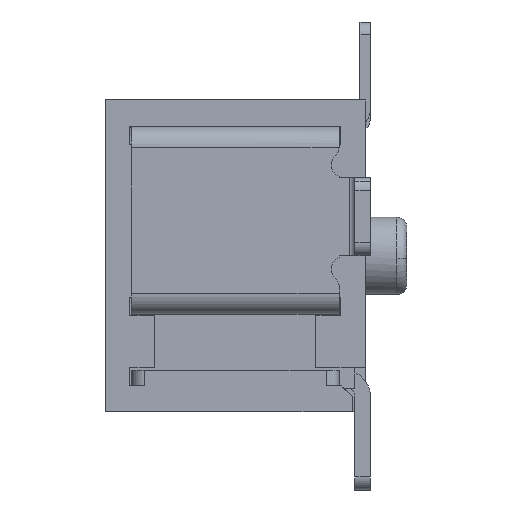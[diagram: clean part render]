
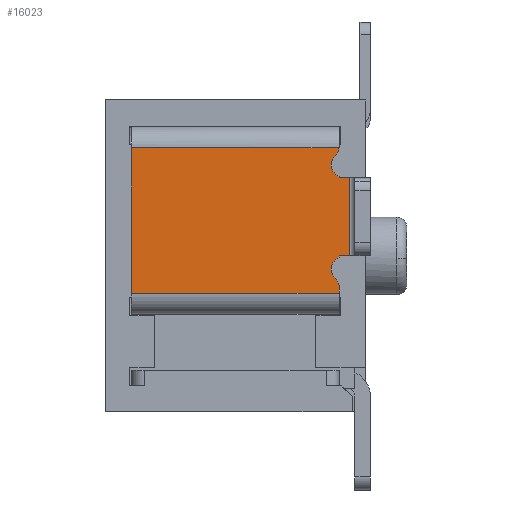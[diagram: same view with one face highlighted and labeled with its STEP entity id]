
A CAD part, left-side view. The second image highlights one B-rep face of the part: STEP entity #16023.
In plain terms, the highlighted planar face has unit normal (-1, 0, 0).
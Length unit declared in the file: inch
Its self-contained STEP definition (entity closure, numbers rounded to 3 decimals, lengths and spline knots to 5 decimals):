
#124 = LINE ( 'NONE', #6961, #19002 ) ;
#205 = DIRECTION ( 'NONE',  ( 0., 1., 0. ) ) ;
#548 = LINE ( 'NONE', #2138, #15315 ) ;
#1204 = ORIENTED_EDGE ( 'NONE', *, *, #17483, .F. ) ;
#1335 = LINE ( 'NONE', #17285, #12589 ) ;
#1343 = VERTEX_POINT ( 'NONE', #2793 ) ;
#1486 = DIRECTION ( 'NONE',  ( 0., -1., 0. ) ) ;
#1897 = EDGE_CURVE ( 'NONE', #10044, #5399, #18480, .T. ) ;
#1907 = DIRECTION ( 'NONE',  ( 0., 0., 1. ) ) ;
#1909 = DIRECTION ( 'NONE',  ( -1., 0., 0. ) ) ;
#1919 = EDGE_LOOP ( 'NONE', ( #19217, #13205, #2897, #15127, #10926, #10358, #13661, #1204, #2061, #13640, #9720, #10258, #8372, #5844, #6788 ) ) ;
#2061 = ORIENTED_EDGE ( 'NONE', *, *, #4522, .T. ) ;
#2138 = CARTESIAN_POINT ( 'NONE',  ( -1.68701, 0.05124, -23.38858 ) ) ;
#2283 = VERTEX_POINT ( 'NONE', #11828 ) ;
#2299 = VECTOR ( 'NONE', #5420, 39.37008 ) ;
#2567 = AXIS2_PLACEMENT_3D ( 'NONE', #9799, #3159, #22070 ) ;
#2793 = CARTESIAN_POINT ( 'NONE',  ( -1.68701, 0.20866, -23.38858 ) ) ;
#2897 = ORIENTED_EDGE ( 'NONE', *, *, #1897, .T. ) ;
#3159 = DIRECTION ( 'NONE',  ( -1., 0., 0. ) ) ;
#3255 = VERTEX_POINT ( 'NONE', #6181 ) ;
#3517 = EDGE_CURVE ( 'NONE', #17831, #20800, #19756, .T. ) ;
#3557 = CIRCLE ( 'NONE', #16954, 0.00984 ) ;
#3853 = DIRECTION ( 'NONE',  ( 0., 0., 1. ) ) ;
#3857 = VECTOR ( 'NONE', #1907, 39.37008 ) ;
#4522 = EDGE_CURVE ( 'NONE', #4996, #1343, #548, .T. ) ;
#4539 = CARTESIAN_POINT ( 'NONE',  ( -1.68701, 0.05709, -23.40157 ) ) ;
#4752 = EDGE_CURVE ( 'NONE', #13073, #20836, #17172, .T. ) ;
#4865 = CARTESIAN_POINT ( 'NONE',  ( -1.68701, 0.04331, -23.47047 ) ) ;
#4996 = VERTEX_POINT ( 'NONE', #7855 ) ;
#5081 = CARTESIAN_POINT ( 'NONE',  ( -1.68701, 0.05118, -23.49882 ) ) ;
#5087 = DIRECTION ( 'NONE',  ( 0., 1., 0. ) ) ;
#5221 = LINE ( 'NONE', #17434, #3857 ) ;
#5320 = FACE_OUTER_BOUND ( 'NONE', #1919, .T. ) ;
#5399 = VERTEX_POINT ( 'NONE', #10056 ) ;
#5420 = DIRECTION ( 'NONE',  ( 0., 0., 1. ) ) ;
#5601 = EDGE_CURVE ( 'NONE', #20800, #3255, #7101, .T. ) ;
#5678 = CARTESIAN_POINT ( 'NONE',  ( -1.68701, 0.06102, -23.38751 ) ) ;
#5844 = ORIENTED_EDGE ( 'NONE', *, *, #8079, .F. ) ;
#5868 = CIRCLE ( 'NONE', #2567, 0.00984 ) ;
#6181 = CARTESIAN_POINT ( 'NONE',  ( -1.68701, 0.05709, -23.48031 ) ) ;
#6788 = ORIENTED_EDGE ( 'NONE', *, *, #5601, .F. ) ;
#6803 = DIRECTION ( 'NONE',  ( -1., 0., 0. ) ) ;
#6961 = CARTESIAN_POINT ( 'NONE',  ( -1.68701, 0.20866, -23.49882 ) ) ;
#7101 = CIRCLE ( 'NONE', #7830, 0.00984 ) ;
#7266 = CARTESIAN_POINT ( 'NONE',  ( -1.68701, 0.04724, -23.48031 ) ) ;
#7777 = CARTESIAN_POINT ( 'NONE',  ( -1.68701, 0.04724, -23.48031 ) ) ;
#7818 = CIRCLE ( 'NONE', #9254, 0.00984 ) ;
#7830 = AXIS2_PLACEMENT_3D ( 'NONE', #7777, #13392, #18379 ) ;
#7855 = CARTESIAN_POINT ( 'NONE',  ( -1.68701, 0.05124, -23.38858 ) ) ;
#8002 = LINE ( 'NONE', #9705, #9301 ) ;
#8079 = EDGE_CURVE ( 'NONE', #3255, #18954, #12718, .T. ) ;
#8160 = CARTESIAN_POINT ( 'NONE',  ( -1.68701, 0.05118, -23.47047 ) ) ;
#8372 = ORIENTED_EDGE ( 'NONE', *, *, #13991, .F. ) ;
#8434 = CARTESIAN_POINT ( 'NONE',  ( -1.68701, 0.05118, -23.41059 ) ) ;
#8574 = EDGE_CURVE ( 'NONE', #19371, #13073, #124, .T. ) ;
#9080 = DIRECTION ( 'NONE',  ( -1., 0., 0. ) ) ;
#9254 = AXIS2_PLACEMENT_3D ( 'NONE', #18890, #1909, #205 ) ;
#9301 = VECTOR ( 'NONE', #11154, 39.37008 ) ;
#9521 = DIRECTION ( 'NONE',  ( 0., 0., -1. ) ) ;
#9705 = CARTESIAN_POINT ( 'NONE',  ( -1.68701, 0.05118, -23.41059 ) ) ;
#9713 = EDGE_CURVE ( 'NONE', #19422, #2283, #8002, .T. ) ;
#9720 = ORIENTED_EDGE ( 'NONE', *, *, #8574, .T. ) ;
#9799 = CARTESIAN_POINT ( 'NONE',  ( -1.68701, 0.04724, -23.40157 ) ) ;
#9986 = EDGE_CURVE ( 'NONE', #19371, #1343, #5221, .T. ) ;
#10044 = VERTEX_POINT ( 'NONE', #21146 ) ;
#10056 = CARTESIAN_POINT ( 'NONE',  ( -1.68701, 0.04331, -23.41141 ) ) ;
#10127 = DIRECTION ( 'NONE',  ( 0., 1., 0. ) ) ;
#10200 = CARTESIAN_POINT ( 'NONE',  ( -1.68701, 0.06102, -23.49437 ) ) ;
#10258 = ORIENTED_EDGE ( 'NONE', *, *, #4752, .T. ) ;
#10358 = ORIENTED_EDGE ( 'NONE', *, *, #11633, .F. ) ;
#10926 = ORIENTED_EDGE ( 'NONE', *, *, #9713, .F. ) ;
#10997 = AXIS2_PLACEMENT_3D ( 'NONE', #5678, #14123, #19659 ) ;
#11154 = DIRECTION ( 'NONE',  ( 0., 0., -1. ) ) ;
#11633 = EDGE_CURVE ( 'NONE', #13811, #19422, #7818, .T. ) ;
#11828 = CARTESIAN_POINT ( 'NONE',  ( -1.68701, 0.05118, -23.41141 ) ) ;
#11949 = CARTESIAN_POINT ( 'NONE',  ( -1.68701, 0.05118, -23.47129 ) ) ;
#12589 = VECTOR ( 'NONE', #18868, 39.37008 ) ;
#12718 = CIRCLE ( 'NONE', #21381, 0.00984 ) ;
#12945 = CARTESIAN_POINT ( 'NONE',  ( -1.68701, 0.05413, -23.39454 ) ) ;
#13056 = CARTESIAN_POINT ( 'NONE',  ( -1.68701, 0.04331, -23.41141 ) ) ;
#13073 = VERTEX_POINT ( 'NONE', #5081 ) ;
#13077 = EDGE_CURVE ( 'NONE', #10044, #17831, #1335, .T. ) ;
#13205 = ORIENTED_EDGE ( 'NONE', *, *, #13077, .F. ) ;
#13392 = DIRECTION ( 'NONE',  ( -1., 0., 0. ) ) ;
#13640 = ORIENTED_EDGE ( 'NONE', *, *, #9986, .F. ) ;
#13661 = ORIENTED_EDGE ( 'NONE', *, *, #20423, .F. ) ;
#13811 = VERTEX_POINT ( 'NONE', #4539 ) ;
#13991 = EDGE_CURVE ( 'NONE', #18954, #20836, #3557, .T. ) ;
#14123 = DIRECTION ( 'NONE',  ( 1., 0., 0. ) ) ;
#14131 = DIRECTION ( 'NONE',  ( 0., 1., 0. ) ) ;
#14778 = CARTESIAN_POINT ( 'NONE',  ( -1.68701, 0.05413, -23.48734 ) ) ;
#15127 = ORIENTED_EDGE ( 'NONE', *, *, #17100, .T. ) ;
#15307 = CARTESIAN_POINT ( 'NONE',  ( -1.68701, 0.05118, -23.47047 ) ) ;
#15315 = VECTOR ( 'NONE', #17763, 39.37008 ) ;
#15379 = PLANE ( 'NONE',  #15996 ) ;
#15924 = VECTOR ( 'NONE', #3853, 39.37008 ) ;
#15996 = AXIS2_PLACEMENT_3D ( 'NONE', #4865, #6803, #5087 ) ;
#16023 = ADVANCED_FACE ( 'NONE', ( #5320 ), #15379, .T. ) ;
#16468 = CARTESIAN_POINT ( 'NONE',  ( -1.68701, 0.20866, -23.49882 ) ) ;
#16954 = AXIS2_PLACEMENT_3D ( 'NONE', #10200, #17078, #17290 ) ;
#17078 = DIRECTION ( 'NONE',  ( 1., 0., 0. ) ) ;
#17100 = EDGE_CURVE ( 'NONE', #5399, #2283, #18591, .T. ) ;
#17172 = LINE ( 'NONE', #20543, #2299 ) ;
#17285 = CARTESIAN_POINT ( 'NONE',  ( -1.68701, 0.04331, -23.47047 ) ) ;
#17290 = DIRECTION ( 'NONE',  ( 0., -0.7, 0.714 ) ) ;
#17434 = CARTESIAN_POINT ( 'NONE',  ( -1.68701, 0.20866, -23.49882 ) ) ;
#17483 = EDGE_CURVE ( 'NONE', #4996, #19335, #20703, .T. ) ;
#17763 = DIRECTION ( 'NONE',  ( 0., 1., 0. ) ) ;
#17831 = VERTEX_POINT ( 'NONE', #15307 ) ;
#18360 = CARTESIAN_POINT ( 'NONE',  ( -1.68701, 0.04331, -23.47047 ) ) ;
#18379 = DIRECTION ( 'NONE',  ( 0., 1., 0. ) ) ;
#18480 = LINE ( 'NONE', #18360, #15924 ) ;
#18591 = LINE ( 'NONE', #13056, #19970 ) ;
#18868 = DIRECTION ( 'NONE',  ( 0., 1., 0. ) ) ;
#18890 = CARTESIAN_POINT ( 'NONE',  ( -1.68701, 0.04724, -23.40157 ) ) ;
#18954 = VERTEX_POINT ( 'NONE', #14778 ) ;
#19002 = VECTOR ( 'NONE', #1486, 39.37008 ) ;
#19217 = ORIENTED_EDGE ( 'NONE', *, *, #3517, .F. ) ;
#19335 = VERTEX_POINT ( 'NONE', #12945 ) ;
#19371 = VERTEX_POINT ( 'NONE', #16468 ) ;
#19422 = VERTEX_POINT ( 'NONE', #8434 ) ;
#19659 = DIRECTION ( 'NONE',  ( 0., -0.994, -0.108 ) ) ;
#19756 = LINE ( 'NONE', #8160, #19936 ) ;
#19936 = VECTOR ( 'NONE', #9521, 39.37008 ) ;
#19970 = VECTOR ( 'NONE', #10127, 39.37008 ) ;
#20311 = CARTESIAN_POINT ( 'NONE',  ( -1.68701, 0.05118, -23.49437 ) ) ;
#20423 = EDGE_CURVE ( 'NONE', #19335, #13811, #5868, .T. ) ;
#20543 = CARTESIAN_POINT ( 'NONE',  ( -1.68701, 0.05118, -23.49882 ) ) ;
#20703 = CIRCLE ( 'NONE', #10997, 0.00984 ) ;
#20800 = VERTEX_POINT ( 'NONE', #11949 ) ;
#20836 = VERTEX_POINT ( 'NONE', #20311 ) ;
#21146 = CARTESIAN_POINT ( 'NONE',  ( -1.68701, 0.04331, -23.47047 ) ) ;
#21381 = AXIS2_PLACEMENT_3D ( 'NONE', #7266, #9080, #14131 ) ;
#22070 = DIRECTION ( 'NONE',  ( 0., 1., 0. ) ) ;
